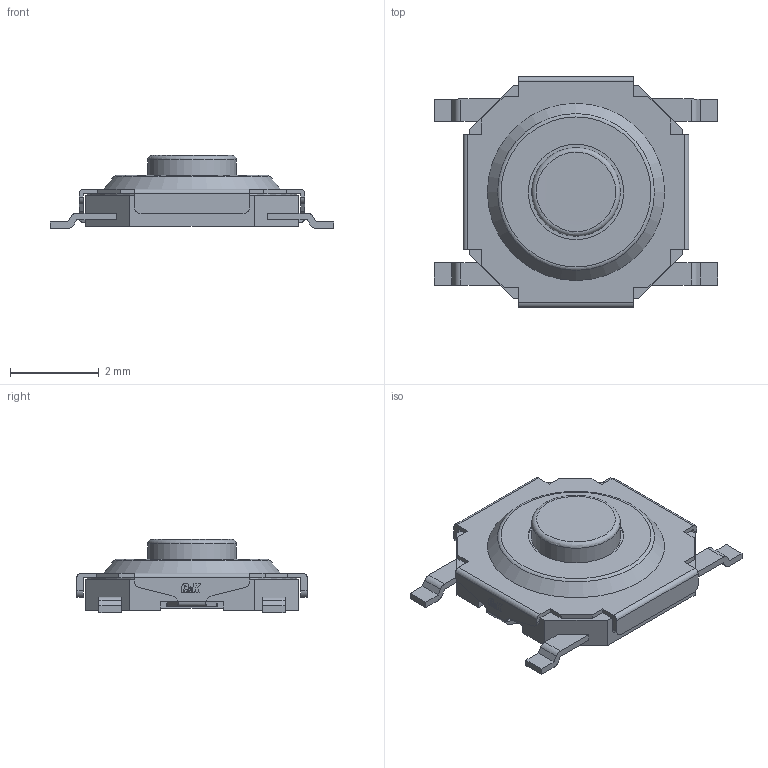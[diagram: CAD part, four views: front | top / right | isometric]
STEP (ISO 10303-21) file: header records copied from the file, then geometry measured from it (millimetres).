
FILE_DESCRIPTION(/* description */ ('PTS526-'),/* implementation_level */ '2;1');
FILE_NAME(/* name */ '1.stp',/* time_stamp */ '2019-09-28T09:11:32+02:00',/* author */ ('k'),/* organization */ ('CKCOMPONENTS'),/* preprocessor_version */ 'ST-DEVELOPER v15.6',/* originating_system */ 'Autodesk Inventor 2015',/* authorisation */ '');
FILE_SCHEMA (('AUTOMOTIVE_DESIGN { 1 0 10303 214 3 1 1 }'));
Length unit declared in the file: millimetre
Products named in the file (7): 1; 2; 3; 4; PTS526SK15SMTR2LFS; C&K Logo
Bounding box: 6.4 x 5.2 x 1.65 mm (x, y, z)
Volume: 16.6 mm3; surface area: 168 mm2
Topology: 12 solids, 12 shells, 301 faces, 788 edges, 523 vertices
Faces by surface type: plane 179, bspline 66, cylinder 50, torus 3, cone 3
Full cylindrical faces by diameter (mm): 0.35 x1, 1 x1, 2 x4, 2.15 x1, 2.2 x1, 3 x1, 4.75 x1
Entity records: 9670 total; most frequent: CARTESIAN_POINT 2513, ORIENTED_EDGE 1536, DIRECTION 1235, EDGE_CURVE 768, LINE 525, VECTOR 525, VERTEX_POINT 519, AXIS2_PLACEMENT_3D 355
